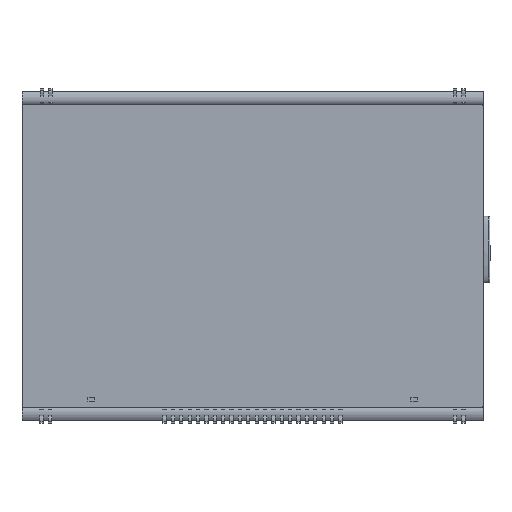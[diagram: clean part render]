
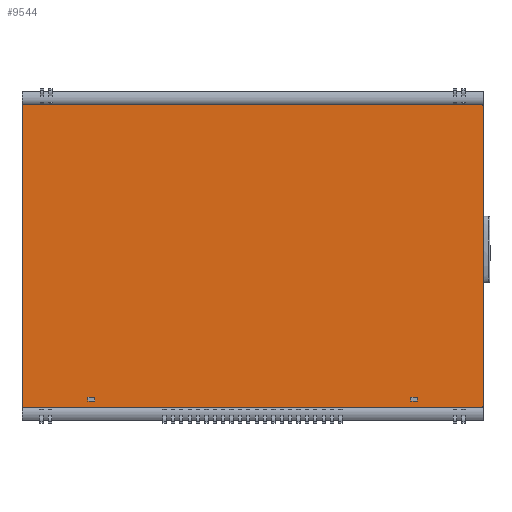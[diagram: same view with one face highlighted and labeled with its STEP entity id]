
A CAD part, front view. The second image highlights one B-rep face of the part: STEP entity #9544.
In plain terms, the highlighted planar face has unit normal (0, -1, 0).
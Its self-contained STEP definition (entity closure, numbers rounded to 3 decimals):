
#24 = AXIS2_PLACEMENT_3D ( 'NONE', #7554, #3728, #2798 ) ;
#134 = LINE ( 'NONE', #11364, #743 ) ;
#551 = ORIENTED_EDGE ( 'NONE', *, *, #1965, .T. ) ;
#554 = CARTESIAN_POINT ( 'NONE',  ( 35., -4.4, -24.625 ) ) ;
#576 = VERTEX_POINT ( 'NONE', #554 ) ;
#743 = VECTOR ( 'NONE', #3717, 1000. ) ;
#1002 = CARTESIAN_POINT ( 'NONE',  ( 34.6, -4.4, -24.625 ) ) ;
#1092 = CIRCLE ( 'NONE', #3488, 0.4 ) ;
#1229 = ORIENTED_EDGE ( 'NONE', *, *, #9419, .T. ) ;
#1281 = VECTOR ( 'NONE', #11629, 1000. ) ;
#1403 = EDGE_LOOP ( 'NONE', ( #8114, #1229, #2607, #6737, #2920, #551, #11007, #2013 ) ) ;
#1419 = PLANE ( 'NONE',  #3087 ) ;
#1432 = VERTEX_POINT ( 'NONE', #7355 ) ;
#1476 = CIRCLE ( 'NONE', #3940, 0.4 ) ;
#1543 = CARTESIAN_POINT ( 'NONE',  ( 0., -4.4, 0. ) ) ;
#1671 = CARTESIAN_POINT ( 'NONE',  ( 35., -4.4, 20.975 ) ) ;
#1965 = EDGE_CURVE ( 'NONE', #8753, #2090, #1476, .T. ) ;
#2013 = ORIENTED_EDGE ( 'NONE', *, *, #5738, .T. ) ;
#2046 = DIRECTION ( 'NONE',  ( 0., -1., 0. ) ) ;
#2090 = VERTEX_POINT ( 'NONE', #7732 ) ;
#2344 = DIRECTION ( 'NONE',  ( 1., 0., 0. ) ) ;
#2607 = ORIENTED_EDGE ( 'NONE', *, *, #9615, .T. ) ;
#2798 = DIRECTION ( 'NONE',  ( 0., 0., -1. ) ) ;
#2863 = EDGE_CURVE ( 'NONE', #576, #8753, #6408, .T. ) ;
#2874 = LINE ( 'NONE', #1671, #9496 ) ;
#2907 = FACE_OUTER_BOUND ( 'NONE', #1403, .T. ) ;
#2920 = ORIENTED_EDGE ( 'NONE', *, *, #2863, .T. ) ;
#2978 = CARTESIAN_POINT ( 'NONE',  ( 34.6, -4.4, -25.025 ) ) ;
#3087 = AXIS2_PLACEMENT_3D ( 'NONE', #1543, #9200, #7177 ) ;
#3337 = EDGE_CURVE ( 'NONE', #3490, #576, #5301, .T. ) ;
#3488 = AXIS2_PLACEMENT_3D ( 'NONE', #6847, #2046, #8786 ) ;
#3490 = VERTEX_POINT ( 'NONE', #2978 ) ;
#3717 = DIRECTION ( 'NONE',  ( 0., 0., -1. ) ) ;
#3728 = DIRECTION ( 'NONE',  ( 0., -1., 0. ) ) ;
#3758 = CARTESIAN_POINT ( 'NONE',  ( -35., -4.4, -24.625 ) ) ;
#3759 = DIRECTION ( 'NONE',  ( 0., 0., -1. ) ) ;
#3940 = AXIS2_PLACEMENT_3D ( 'NONE', #10596, #9594, #8673 ) ;
#4041 = VERTEX_POINT ( 'NONE', #8907 ) ;
#4186 = CARTESIAN_POINT ( 'NONE',  ( 35., -4.4, -19.025 ) ) ;
#4259 = EDGE_CURVE ( 'NONE', #2090, #1432, #2874, .T. ) ;
#4748 = DIRECTION ( 'NONE',  ( 0., -1., 0. ) ) ;
#4992 = EDGE_CURVE ( 'NONE', #4041, #8285, #134, .T. ) ;
#5301 = CIRCLE ( 'NONE', #12078, 0.4 ) ;
#5357 = DIRECTION ( 'NONE',  ( -1., 0., 0. ) ) ;
#5738 = EDGE_CURVE ( 'NONE', #1432, #4041, #6881, .T. ) ;
#6408 = LINE ( 'NONE', #4186, #1281 ) ;
#6664 = VECTOR ( 'NONE', #2344, 1000. ) ;
#6737 = ORIENTED_EDGE ( 'NONE', *, *, #3337, .T. ) ;
#6847 = CARTESIAN_POINT ( 'NONE',  ( -34.6, -4.4, -24.625 ) ) ;
#6881 = CIRCLE ( 'NONE', #24, 0.4 ) ;
#7177 = DIRECTION ( 'NONE',  ( 0., 0., -1. ) ) ;
#7355 = CARTESIAN_POINT ( 'NONE',  ( -34.6, -4.4, 20.975 ) ) ;
#7554 = CARTESIAN_POINT ( 'NONE',  ( -34.6, -4.4, 20.575 ) ) ;
#7732 = CARTESIAN_POINT ( 'NONE',  ( 34.6, -4.4, 20.975 ) ) ;
#8114 = ORIENTED_EDGE ( 'NONE', *, *, #4992, .T. ) ;
#8285 = VERTEX_POINT ( 'NONE', #3758 ) ;
#8293 = CARTESIAN_POINT ( 'NONE',  ( 35., -4.4, -25.025 ) ) ;
#8673 = DIRECTION ( 'NONE',  ( 0., 0., -1. ) ) ;
#8753 = VERTEX_POINT ( 'NONE', #9638 ) ;
#8786 = DIRECTION ( 'NONE',  ( 0., 0., -1. ) ) ;
#8907 = CARTESIAN_POINT ( 'NONE',  ( -35., -4.4, 20.575 ) ) ;
#9200 = DIRECTION ( 'NONE',  ( 0., -1., 0. ) ) ;
#9283 = VERTEX_POINT ( 'NONE', #11232 ) ;
#9419 = EDGE_CURVE ( 'NONE', #8285, #9283, #1092, .T. ) ;
#9496 = VECTOR ( 'NONE', #5357, 1000. ) ;
#9544 = ADVANCED_FACE ( 'NONE', ( #2907 ), #1419, .T. ) ;
#9594 = DIRECTION ( 'NONE',  ( 0., -1., 0. ) ) ;
#9615 = EDGE_CURVE ( 'NONE', #9283, #3490, #12075, .T. ) ;
#9638 = CARTESIAN_POINT ( 'NONE',  ( 35., -4.4, 20.575 ) ) ;
#10596 = CARTESIAN_POINT ( 'NONE',  ( 34.6, -4.4, 20.575 ) ) ;
#11007 = ORIENTED_EDGE ( 'NONE', *, *, #4259, .T. ) ;
#11232 = CARTESIAN_POINT ( 'NONE',  ( -34.6, -4.4, -25.025 ) ) ;
#11364 = CARTESIAN_POINT ( 'NONE',  ( -35., -4.4, 20.975 ) ) ;
#11629 = DIRECTION ( 'NONE',  ( 0., 0., 1. ) ) ;
#12075 = LINE ( 'NONE', #8293, #6664 ) ;
#12078 = AXIS2_PLACEMENT_3D ( 'NONE', #1002, #4748, #3759 ) ;
